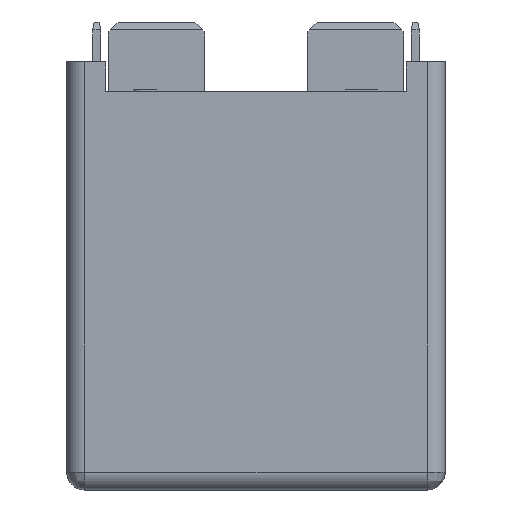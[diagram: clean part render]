
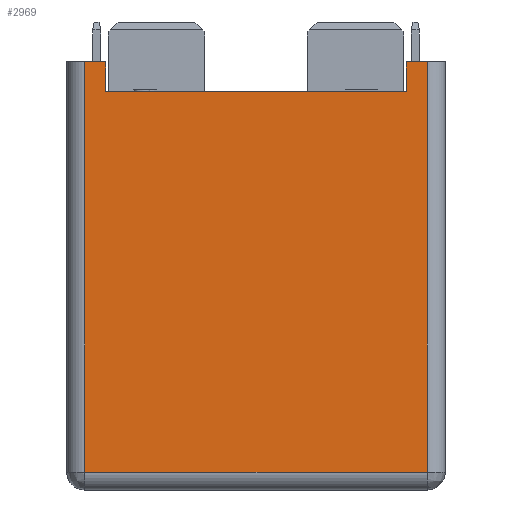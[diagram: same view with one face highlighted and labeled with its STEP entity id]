
A CAD part, front view. The second image highlights one B-rep face of the part: STEP entity #2969.
In plain terms, the highlighted planar face has unit normal (0, -1, 0).
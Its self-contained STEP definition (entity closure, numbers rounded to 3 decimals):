
#195 = VECTOR ( 'NONE', #1533, 1000. ) ;
#295 = ORIENTED_EDGE ( 'NONE', *, *, #7585, .F. ) ;
#383 = CARTESIAN_POINT ( 'NONE',  ( 8.565, 6.989, 42.497 ) ) ;
#890 = LINE ( 'NONE', #6496, #3586 ) ;
#969 = VERTEX_POINT ( 'NONE', #4537 ) ;
#994 = VERTEX_POINT ( 'NONE', #8779 ) ;
#1168 = CARTESIAN_POINT ( 'NONE',  ( 25.765, 6.989, 1.297 ) ) ;
#1289 = DIRECTION ( 'NONE',  ( 0., 0., 1. ) ) ;
#1293 = LINE ( 'NONE', #383, #7673 ) ;
#1533 = DIRECTION ( 'NONE',  ( 0., 0., -1. ) ) ;
#1640 = DIRECTION ( 'NONE',  ( 1., 0., 0. ) ) ;
#1660 = VERTEX_POINT ( 'NONE', #3285 ) ;
#1703 = AXIS2_PLACEMENT_3D ( 'NONE', #3089, #2179, #1289 ) ;
#1823 = ORIENTED_EDGE ( 'NONE', *, *, #7245, .F. ) ;
#1836 = FACE_OUTER_BOUND ( 'NONE', #1838, .T. ) ;
#1838 = EDGE_LOOP ( 'NONE', ( #295, #1823, #2895, #4266, #5857, #4479, #8399, #5565 ) ) ;
#2179 = DIRECTION ( 'NONE',  ( 0., 1., 0. ) ) ;
#2317 = EDGE_CURVE ( 'NONE', #969, #8542, #890, .T. ) ;
#2403 = PLANE ( 'NONE',  #1703 ) ;
#2456 = CARTESIAN_POINT ( 'NONE',  ( 25.765, 6.989, 39.497 ) ) ;
#2557 = CARTESIAN_POINT ( 'NONE',  ( 8.565, 6.989, 42.497 ) ) ;
#2895 = ORIENTED_EDGE ( 'NONE', *, *, #3524, .F. ) ;
#2969 = ADVANCED_FACE ( 'NONE', ( #1836 ), #2403, .F. ) ;
#3089 = CARTESIAN_POINT ( 'NONE',  ( 8.565, 6.989, 39.497 ) ) ;
#3285 = CARTESIAN_POINT ( 'NONE',  ( 23.665, 6.989, 39.497 ) ) ;
#3437 = LINE ( 'NONE', #2557, #4691 ) ;
#3453 = VERTEX_POINT ( 'NONE', #1168 ) ;
#3524 = EDGE_CURVE ( 'NONE', #6384, #3453, #4239, .T. ) ;
#3586 = VECTOR ( 'NONE', #8563, 1000. ) ;
#3898 = DIRECTION ( 'NONE',  ( 0., 0., 1. ) ) ;
#3902 = VERTEX_POINT ( 'NONE', #7351 ) ;
#3906 = VECTOR ( 'NONE', #6811, 1000. ) ;
#4238 = CARTESIAN_POINT ( 'NONE',  ( 25.765, 6.989, 42.497 ) ) ;
#4239 = LINE ( 'NONE', #2456, #195 ) ;
#4266 = ORIENTED_EDGE ( 'NONE', *, *, #8139, .F. ) ;
#4308 = EDGE_CURVE ( 'NONE', #1660, #3902, #5686, .T. ) ;
#4479 = ORIENTED_EDGE ( 'NONE', *, *, #8188, .F. ) ;
#4537 = CARTESIAN_POINT ( 'NONE',  ( -6.535, 6.989, 42.497 ) ) ;
#4691 = VECTOR ( 'NONE', #1640, 1000. ) ;
#4785 = CARTESIAN_POINT ( 'NONE',  ( 23.665, 6.989, 39.497 ) ) ;
#5066 = CARTESIAN_POINT ( 'NONE',  ( -6.535, 6.989, 39.497 ) ) ;
#5565 = ORIENTED_EDGE ( 'NONE', *, *, #7583, .F. ) ;
#5686 = LINE ( 'NONE', #4785, #8300 ) ;
#5857 = ORIENTED_EDGE ( 'NONE', *, *, #4308, .F. ) ;
#5947 = VECTOR ( 'NONE', #6367, 1000. ) ;
#6175 = VERTEX_POINT ( 'NONE', #7100 ) ;
#6261 = DIRECTION ( 'NONE',  ( 1., 0., 0. ) ) ;
#6367 = DIRECTION ( 'NONE',  ( -1., 0., 0. ) ) ;
#6384 = VERTEX_POINT ( 'NONE', #4238 ) ;
#6496 = CARTESIAN_POINT ( 'NONE',  ( -6.535, 6.989, 39.497 ) ) ;
#6811 = DIRECTION ( 'NONE',  ( 0., 0., 1. ) ) ;
#7100 = CARTESIAN_POINT ( 'NONE',  ( -8.635, 6.989, 42.497 ) ) ;
#7148 = CARTESIAN_POINT ( 'NONE',  ( 8.565, 6.989, 39.497 ) ) ;
#7245 = EDGE_CURVE ( 'NONE', #3453, #994, #8161, .T. ) ;
#7248 = CARTESIAN_POINT ( 'NONE',  ( 8.565, 6.989, 1.297 ) ) ;
#7351 = CARTESIAN_POINT ( 'NONE',  ( 23.665, 6.989, 42.497 ) ) ;
#7583 = EDGE_CURVE ( 'NONE', #6175, #969, #3437, .T. ) ;
#7585 = EDGE_CURVE ( 'NONE', #994, #6175, #8628, .T. ) ;
#7673 = VECTOR ( 'NONE', #8267, 1000. ) ;
#7719 = CARTESIAN_POINT ( 'NONE',  ( -8.635, 6.989, 39.497 ) ) ;
#7909 = VECTOR ( 'NONE', #6261, 1000. ) ;
#8064 = LINE ( 'NONE', #7148, #7909 ) ;
#8139 = EDGE_CURVE ( 'NONE', #3902, #6384, #1293, .T. ) ;
#8161 = LINE ( 'NONE', #7248, #5947 ) ;
#8188 = EDGE_CURVE ( 'NONE', #8542, #1660, #8064, .T. ) ;
#8267 = DIRECTION ( 'NONE',  ( 1., 0., 0. ) ) ;
#8300 = VECTOR ( 'NONE', #3898, 1000. ) ;
#8399 = ORIENTED_EDGE ( 'NONE', *, *, #2317, .F. ) ;
#8542 = VERTEX_POINT ( 'NONE', #5066 ) ;
#8563 = DIRECTION ( 'NONE',  ( 0., 0., -1. ) ) ;
#8628 = LINE ( 'NONE', #7719, #3906 ) ;
#8779 = CARTESIAN_POINT ( 'NONE',  ( -8.635, 6.989, 1.297 ) ) ;
